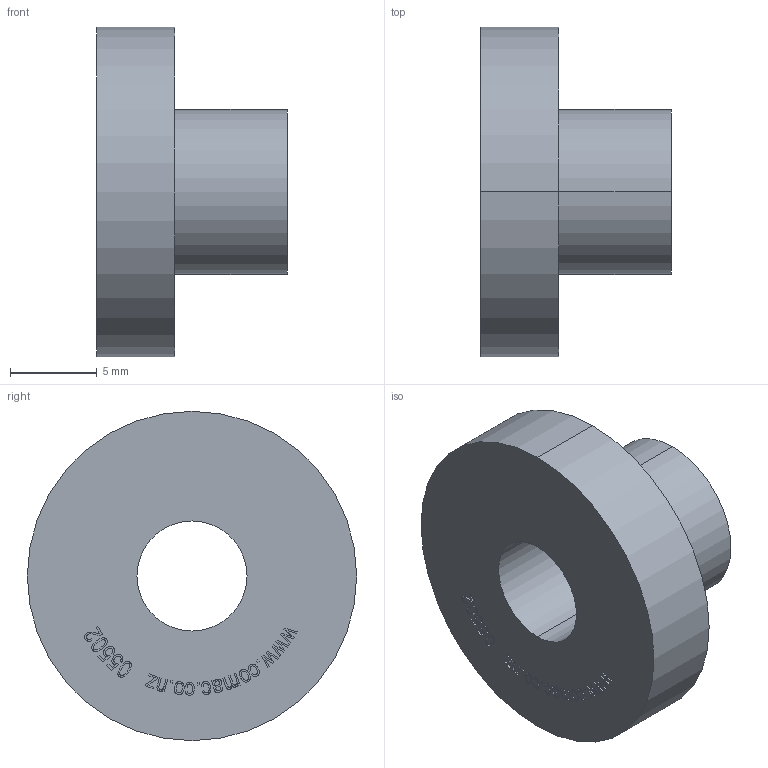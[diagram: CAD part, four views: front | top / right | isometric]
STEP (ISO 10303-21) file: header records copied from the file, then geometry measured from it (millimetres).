
FILE_DESCRIPTION (( 'STEP AP214' ), '1' );
FILE_NAME ('05502-Shouldered Bush Nylon Charcoal 1_4 Inch 3_8.STEP', '2018-12-04T20:38:31', ( '' ), ( '' ), 'SwSTEP 2.0', 'SolidWorks 2018', '' );
FILE_SCHEMA (( 'AUTOMOTIVE_DESIGN' ));
Length unit declared in the file: millimetre
Products named in the file (2): 05502-Shouldered Bush Nylon Charcoal 1_4 Inch 3_8
Bounding box: 11.01 x 19 x 19 mm (x, y, z)
Volume: 1390.7 mm3; surface area: 1205.4 mm2
Topology: 1 solids, 1 shells, 270 faces, 726 edges, 484 vertices
Faces by surface type: plane 153, bspline 111, cylinder 6
Entity records: 14653 total; most frequent: CARTESIAN_POINT 8577, ORIENTED_EDGE 1452, DIRECTION 838, EDGE_CURVE 726, LINE 492, VECTOR 492, VERTEX_POINT 484, EDGE_LOOP 298
